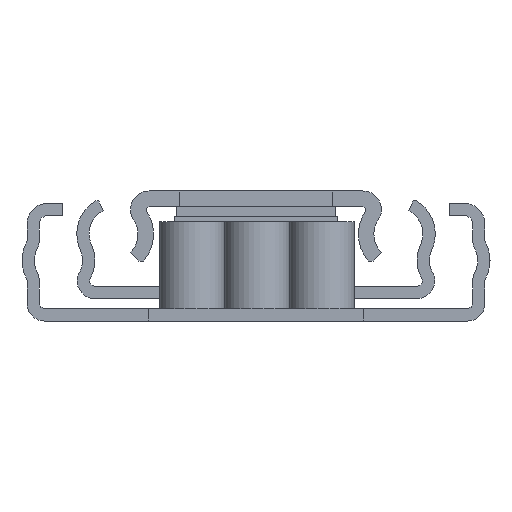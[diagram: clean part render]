
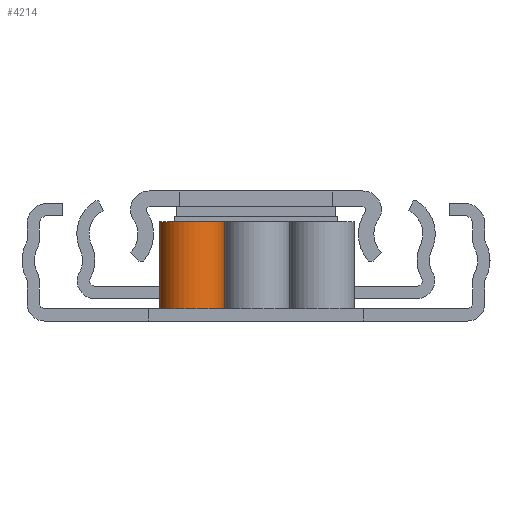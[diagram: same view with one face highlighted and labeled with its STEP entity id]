
A CAD part, left-side view. The second image highlights one B-rep face of the part: STEP entity #4214.
In plain terms, the highlighted cylindrical face has radius 3.198 mm (diameter 6.396 mm), a partial arc.
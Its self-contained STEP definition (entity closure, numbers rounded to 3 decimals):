
#351 = DIRECTION ( 'NONE',  ( -1., 0., 0. ) ) ;
#359 = LINE ( 'NONE', #5509, #6995 ) ;
#962 = EDGE_LOOP ( 'NONE', ( #7606, #9230, #7443, #9420 ) ) ;
#970 = AXIS2_PLACEMENT_3D ( 'NONE', #3293, #6413, #8435 ) ;
#1299 = EDGE_CURVE ( 'NONE', #4266, #1616, #7536, .T. ) ;
#1394 = CARTESIAN_POINT ( 'NONE',  ( -9.5, -1.1, 8.5 ) ) ;
#1616 = VERTEX_POINT ( 'NONE', #8118 ) ;
#3293 = CARTESIAN_POINT ( 'NONE',  ( -6.333, -0.652, 8.5 ) ) ;
#4214 = ADVANCED_FACE ( 'NONE', ( #12721 ), #6836, .T. ) ;
#4262 = DIRECTION ( 'NONE',  ( 0., 0., -1. ) ) ;
#4266 = VERTEX_POINT ( 'NONE', #10835 ) ;
#4453 = DIRECTION ( 'NONE',  ( 0., 0., -1. ) ) ;
#4613 = CARTESIAN_POINT ( 'NONE',  ( -6.333, -0.652, 8.5 ) ) ;
#5509 = CARTESIAN_POINT ( 'NONE',  ( -9.5, -1.1, 8.5 ) ) ;
#6413 = DIRECTION ( 'NONE',  ( 0., 0., -1. ) ) ;
#6504 = CIRCLE ( 'NONE', #10065, 3.198 ) ;
#6836 = CYLINDRICAL_SURFACE ( 'NONE', #7371, 3.198 ) ;
#6995 = VECTOR ( 'NONE', #8442, 1000. ) ;
#7164 = CARTESIAN_POINT ( 'NONE',  ( -9.5, -1.1, 0. ) ) ;
#7371 = AXIS2_PLACEMENT_3D ( 'NONE', #4613, #8727, #7818 ) ;
#7377 = EDGE_CURVE ( 'NONE', #1616, #9729, #6504, .T. ) ;
#7443 = ORIENTED_EDGE ( 'NONE', *, *, #11716, .T. ) ;
#7536 = LINE ( 'NONE', #9429, #8770 ) ;
#7606 = ORIENTED_EDGE ( 'NONE', *, *, #7377, .F. ) ;
#7636 = CIRCLE ( 'NONE', #970, 3.198 ) ;
#7818 = DIRECTION ( 'NONE',  ( -1., 0., 0. ) ) ;
#8118 = CARTESIAN_POINT ( 'NONE',  ( -3.167, -1.1, 0. ) ) ;
#8435 = DIRECTION ( 'NONE',  ( -1., 0., 0. ) ) ;
#8442 = DIRECTION ( 'NONE',  ( 0., 0., -1. ) ) ;
#8727 = DIRECTION ( 'NONE',  ( 0., 0., -1. ) ) ;
#8770 = VECTOR ( 'NONE', #4262, 1000. ) ;
#9230 = ORIENTED_EDGE ( 'NONE', *, *, #1299, .F. ) ;
#9420 = ORIENTED_EDGE ( 'NONE', *, *, #11455, .T. ) ;
#9429 = CARTESIAN_POINT ( 'NONE',  ( -3.167, -1.1, 8.5 ) ) ;
#9729 = VERTEX_POINT ( 'NONE', #7164 ) ;
#10065 = AXIS2_PLACEMENT_3D ( 'NONE', #10283, #4453, #351 ) ;
#10283 = CARTESIAN_POINT ( 'NONE',  ( -6.333, -0.652, 0. ) ) ;
#10835 = CARTESIAN_POINT ( 'NONE',  ( -3.167, -1.1, 8.5 ) ) ;
#11399 = VERTEX_POINT ( 'NONE', #1394 ) ;
#11455 = EDGE_CURVE ( 'NONE', #11399, #9729, #359, .T. ) ;
#11716 = EDGE_CURVE ( 'NONE', #4266, #11399, #7636, .T. ) ;
#12721 = FACE_OUTER_BOUND ( 'NONE', #962, .T. ) ;
